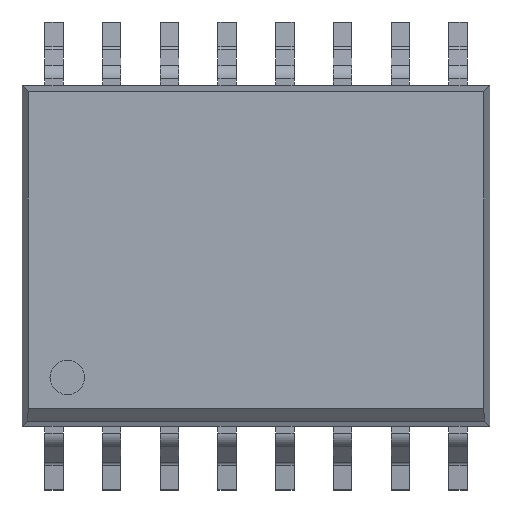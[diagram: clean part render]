
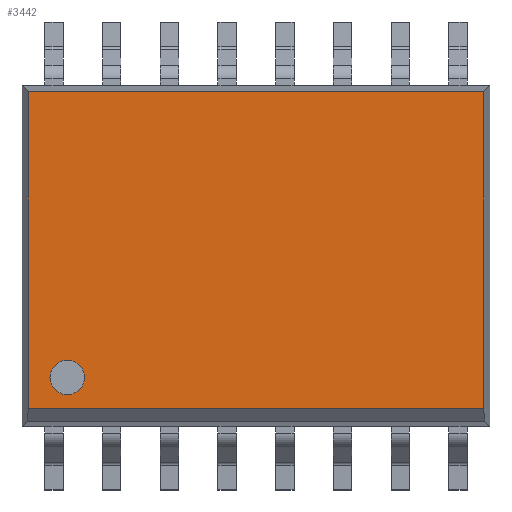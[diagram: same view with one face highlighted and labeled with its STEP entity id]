
A CAD part, top view. The second image highlights one B-rep face of the part: STEP entity #3442.
In plain terms, the highlighted planar face has unit normal (0, 0, 1).
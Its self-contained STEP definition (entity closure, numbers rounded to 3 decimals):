
#189 = EDGE_CURVE ( 'NONE', #4934, #213, #8560, .T. ) ;
#213 = VERTEX_POINT ( 'NONE', #10180 ) ;
#352 = ORIENTED_EDGE ( 'NONE', *, *, #8698, .T. ) ;
#763 = EDGE_CURVE ( 'NONE', #4204, #1739, #7383, .T. ) ;
#865 = VERTEX_POINT ( 'NONE', #4176 ) ;
#1212 = CARTESIAN_POINT ( 'NONE',  ( -0.854, -9.331, 1.287 ) ) ;
#1276 = PLANE ( 'NONE',  #7081 ) ;
#1379 = VECTOR ( 'NONE', #10162, 1000. ) ;
#1519 = CARTESIAN_POINT ( 'NONE',  ( 0.381, -15.756, 1.287 ) ) ;
#1577 = CARTESIAN_POINT ( 'NONE',  ( -0.854, -9.474, 1.287 ) ) ;
#1611 = VERTEX_POINT ( 'NONE', #1577 ) ;
#1705 = DIRECTION ( 'NONE',  ( 0., 1., 0. ) ) ;
#1739 = VERTEX_POINT ( 'NONE', #5532 ) ;
#2010 = EDGE_CURVE ( 'NONE', #1611, #865, #10102, .T. ) ;
#2322 = ORIENTED_EDGE ( 'NONE', *, *, #9090, .F. ) ;
#2510 = CARTESIAN_POINT ( 'NONE',  ( 9.161, -16.831, 1.287 ) ) ;
#2675 = ORIENTED_EDGE ( 'NONE', *, *, #189, .F. ) ;
#2734 = DIRECTION ( 'NONE',  ( 1., 0., 0. ) ) ;
#3265 = DIRECTION ( 'NONE',  ( 1., 0., 0. ) ) ;
#3426 = ORIENTED_EDGE ( 'NONE', *, *, #2010, .T. ) ;
#3442 = ADVANCED_FACE ( 'NONE', ( #9341, #6123 ), #1276, .T. ) ;
#3846 = DIRECTION ( 'NONE',  ( 1., 0., 0. ) ) ;
#4020 = DIRECTION ( 'NONE',  ( 0., 0., 1. ) ) ;
#4070 = CARTESIAN_POINT ( 'NONE',  ( 0., -15.756, 1.287 ) ) ;
#4176 = CARTESIAN_POINT ( 'NONE',  ( -0.854, -16.435, 1.287 ) ) ;
#4204 = VERTEX_POINT ( 'NONE', #7378 ) ;
#4526 = CARTESIAN_POINT ( 'NONE',  ( 0., 0., 1.287 ) ) ;
#4934 = VERTEX_POINT ( 'NONE', #1519 ) ;
#5170 = DIRECTION ( 'NONE',  ( 0., 0., 1. ) ) ;
#5532 = CARTESIAN_POINT ( 'NONE',  ( 9.161, -9.474, 1.287 ) ) ;
#5621 = AXIS2_PLACEMENT_3D ( 'NONE', #9163, #7620, #2734 ) ;
#5819 = VECTOR ( 'NONE', #7741, 1000. ) ;
#6118 = LINE ( 'NONE', #6723, #1379 ) ;
#6123 = FACE_BOUND ( 'NONE', #9292, .T. ) ;
#6723 = CARTESIAN_POINT ( 'NONE',  ( 9.303, -9.474, 1.287 ) ) ;
#6898 = ORIENTED_EDGE ( 'NONE', *, *, #763, .T. ) ;
#7081 = AXIS2_PLACEMENT_3D ( 'NONE', #4526, #5170, #8541 ) ;
#7378 = CARTESIAN_POINT ( 'NONE',  ( 9.161, -16.435, 1.287 ) ) ;
#7383 = LINE ( 'NONE', #2510, #8197 ) ;
#7620 = DIRECTION ( 'NONE',  ( 0., 0., 1. ) ) ;
#7719 = AXIS2_PLACEMENT_3D ( 'NONE', #4070, #4020, #3265 ) ;
#7741 = DIRECTION ( 'NONE',  ( 0., -1., 0. ) ) ;
#7823 = CARTESIAN_POINT ( 'NONE',  ( 9.161, -16.435, 1.287 ) ) ;
#8197 = VECTOR ( 'NONE', #1705, 1000. ) ;
#8541 = DIRECTION ( 'NONE',  ( 1., 0., 0. ) ) ;
#8560 = CIRCLE ( 'NONE', #7719, 0.381 ) ;
#8617 = LINE ( 'NONE', #7823, #8728 ) ;
#8698 = EDGE_CURVE ( 'NONE', #1739, #1611, #6118, .T. ) ;
#8728 = VECTOR ( 'NONE', #3846, 1000. ) ;
#8782 = ORIENTED_EDGE ( 'NONE', *, *, #9683, .T. ) ;
#8844 = EDGE_LOOP ( 'NONE', ( #3426, #8782, #6898, #352 ) ) ;
#9090 = EDGE_CURVE ( 'NONE', #213, #4934, #9913, .T. ) ;
#9163 = CARTESIAN_POINT ( 'NONE',  ( 0., -15.756, 1.287 ) ) ;
#9292 = EDGE_LOOP ( 'NONE', ( #2675, #2322 ) ) ;
#9341 = FACE_OUTER_BOUND ( 'NONE', #8844, .T. ) ;
#9683 = EDGE_CURVE ( 'NONE', #865, #4204, #8617, .T. ) ;
#9913 = CIRCLE ( 'NONE', #5621, 0.381 ) ;
#10102 = LINE ( 'NONE', #1212, #5819 ) ;
#10162 = DIRECTION ( 'NONE',  ( -1., 0., 0. ) ) ;
#10180 = CARTESIAN_POINT ( 'NONE',  ( -0.381, -15.756, 1.287 ) ) ;
